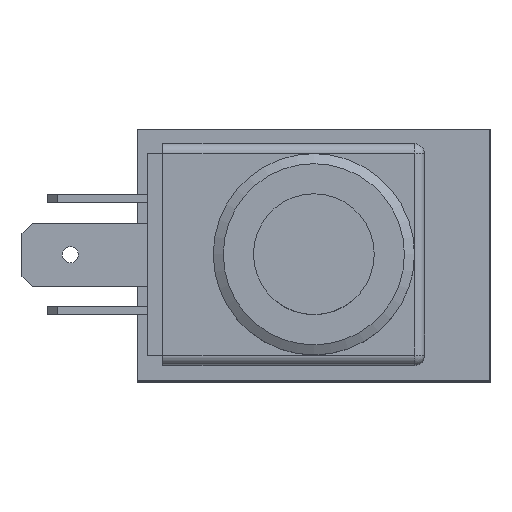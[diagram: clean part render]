
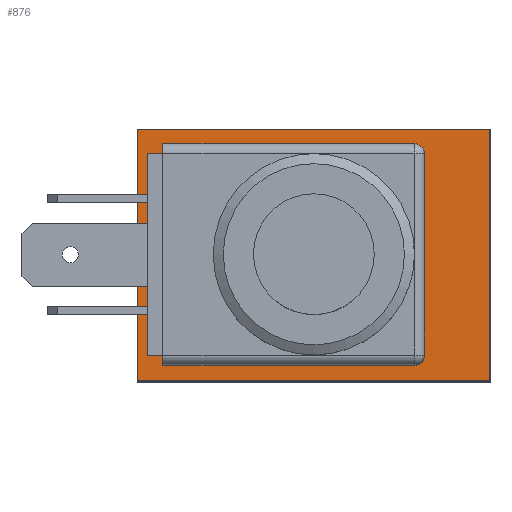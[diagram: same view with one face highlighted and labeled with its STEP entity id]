
A CAD part, top view. The second image highlights one B-rep face of the part: STEP entity #876.
In plain terms, the highlighted planar face has unit normal (0, 0, 1).
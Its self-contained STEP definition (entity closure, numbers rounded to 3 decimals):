
#475=CARTESIAN_POINT('',(-11.,3.849,50.0));
#476=VERTEX_POINT('',#475);
#483=CARTESIAN_POINT('',(-11.,-7.5,50.0));
#484=VERTEX_POINT('',#483);
#485=CARTESIAN_POINT('',(-11.,-7.5,50.0));
#486=DIRECTION('',(0.0,1.0,0.0));
#487=VECTOR('',#486,11.349);
#488=LINE('',#485,#487);
#489=EDGE_CURVE('',#484,#476,#488,.T.);
#513=CARTESIAN_POINT('',(-3.849,11.,50.0));
#514=VERTEX_POINT('',#513);
#521=CARTESIAN_POINT('',(-11.,3.849,50.0));
#522=DIRECTION('',(0.707,0.707,0.0));
#523=VECTOR('',#522,10.113);
#524=LINE('',#521,#523);
#525=EDGE_CURVE('',#476,#514,#524,.T.);
#544=CARTESIAN_POINT('',(7.5,11.,50.0));
#545=VERTEX_POINT('',#544);
#552=CARTESIAN_POINT('',(-3.849,11.,50.0));
#553=DIRECTION('',(1.0,0.0,0.0));
#554=VECTOR('',#553,11.349);
#555=LINE('',#552,#554);
#556=EDGE_CURVE('',#514,#545,#555,.T.);
#576=CARTESIAN_POINT('',(11.,7.5,50.0));
#577=VERTEX_POINT('',#576);
#584=CARTESIAN_POINT('',(7.5,7.5,50.0));
#585=DIRECTION('',(0.0,0.0,-1.0));
#586=DIRECTION('',(1.0,0.0,0.0));
#587=AXIS2_PLACEMENT_3D('',#584,#585,#586);
#588=CIRCLE('',#587,3.5);
#589=EDGE_CURVE('',#545,#577,#588,.T.);
#608=CARTESIAN_POINT('',(11.0,-3.849,50.0));
#609=VERTEX_POINT('',#608);
#616=CARTESIAN_POINT('',(11.,7.5,50.0));
#617=DIRECTION('',(0.0,-1.0,0.0));
#618=VECTOR('',#617,11.349);
#619=LINE('',#616,#618);
#620=EDGE_CURVE('',#577,#609,#619,.T.);
#639=CARTESIAN_POINT('',(3.849,-11.,50.0));
#640=VERTEX_POINT('',#639);
#647=CARTESIAN_POINT('',(11.0,-3.849,50.0));
#648=DIRECTION('',(-0.707,-0.707,0.0));
#649=VECTOR('',#648,10.113);
#650=LINE('',#647,#649);
#651=EDGE_CURVE('',#609,#640,#650,.T.);
#670=CARTESIAN_POINT('',(-7.5,-11.0,50.0));
#671=VERTEX_POINT('',#670);
#678=CARTESIAN_POINT('',(3.849,-11.,50.0));
#679=DIRECTION('',(-1.0,0.0,0.0));
#680=VECTOR('',#679,11.349);
#681=LINE('',#678,#680);
#682=EDGE_CURVE('',#640,#671,#681,.T.);
#701=CARTESIAN_POINT('',(-7.5,-7.5,50.0));
#702=DIRECTION('',(0.0,0.0,-1.0));
#703=DIRECTION('',(-1.0,0.0,0.0));
#704=AXIS2_PLACEMENT_3D('',#701,#702,#703);
#705=CIRCLE('',#704,3.5);
#706=EDGE_CURVE('',#671,#484,#705,.T.);
#736=CARTESIAN_POINT('',(17.5,-12.5,50.0));
#737=VERTEX_POINT('',#736);
#738=CARTESIAN_POINT('',(-17.5,-12.5,50.0));
#739=VERTEX_POINT('',#738);
#740=CARTESIAN_POINT('',(17.5,-12.5,50.0));
#741=DIRECTION('',(-1.0,0.0,0.0));
#742=VECTOR('',#741,35.);
#743=LINE('',#740,#742);
#744=EDGE_CURVE('',#737,#739,#743,.T.);
#776=CARTESIAN_POINT('',(-17.5,12.5,50.0));
#777=VERTEX_POINT('',#776);
#778=CARTESIAN_POINT('',(-17.5,-12.5,50.0));
#779=DIRECTION('',(0.0,1.0,0.0));
#780=VECTOR('',#779,25.);
#781=LINE('',#778,#780);
#782=EDGE_CURVE('',#739,#777,#781,.T.);
#807=CARTESIAN_POINT('',(17.5,12.5,50.0));
#808=VERTEX_POINT('',#807);
#809=CARTESIAN_POINT('',(-17.5,12.5,50.0));
#810=DIRECTION('',(1.0,0.0,0.0));
#811=VECTOR('',#810,35.);
#812=LINE('',#809,#811);
#813=EDGE_CURVE('',#777,#808,#812,.T.);
#838=CARTESIAN_POINT('',(17.5,12.5,50.0));
#839=DIRECTION('',(0.0,-1.0,0.0));
#840=VECTOR('',#839,25.);
#841=LINE('',#838,#840);
#842=EDGE_CURVE('',#808,#737,#841,.T.);
#855=CARTESIAN_POINT('',(0.,0.0,50.0));
#856=DIRECTION('',(0.0,0.0,1.0));
#857=DIRECTION('',(1.0,0.0,0.0));
#858=AXIS2_PLACEMENT_3D('',#855,#856,#857);
#859=PLANE('',#858);
#860=ORIENTED_EDGE('',*,*,#744,.F.);
#861=ORIENTED_EDGE('',*,*,#842,.F.);
#862=ORIENTED_EDGE('',*,*,#813,.F.);
#863=ORIENTED_EDGE('',*,*,#782,.F.);
#864=EDGE_LOOP('',(#860,#861,#862,#863));
#865=FACE_OUTER_BOUND('',#864,.T.);
#866=ORIENTED_EDGE('',*,*,#489,.T.);
#867=ORIENTED_EDGE('',*,*,#525,.T.);
#868=ORIENTED_EDGE('',*,*,#556,.T.);
#869=ORIENTED_EDGE('',*,*,#589,.T.);
#870=ORIENTED_EDGE('',*,*,#620,.T.);
#871=ORIENTED_EDGE('',*,*,#651,.T.);
#872=ORIENTED_EDGE('',*,*,#682,.T.);
#873=ORIENTED_EDGE('',*,*,#706,.T.);
#874=EDGE_LOOP('',(#866,#867,#868,#869,#870,#871,#872,#873));
#875=FACE_BOUND('',#874,.T.);
#876=ADVANCED_FACE('',(#865,#875),#859,.T.);
